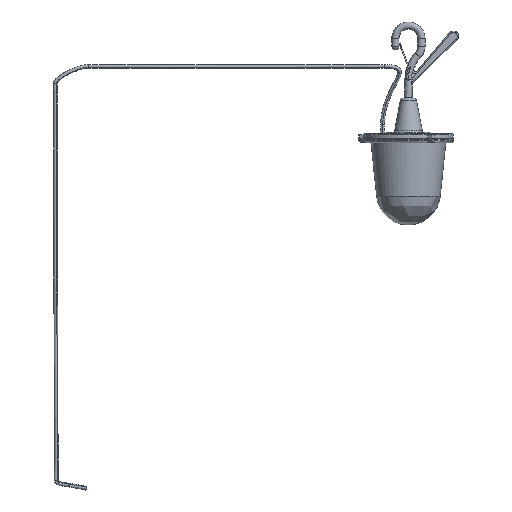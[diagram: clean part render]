
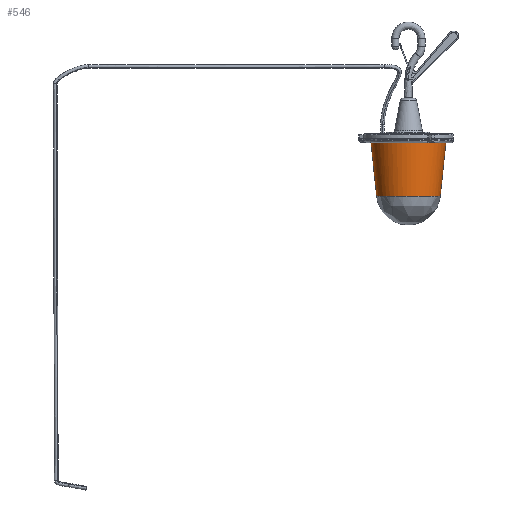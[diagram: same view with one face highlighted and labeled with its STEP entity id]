
A CAD part, front view. The second image highlights one B-rep face of the part: STEP entity #546.
In plain terms, the highlighted free-form (B-spline) face has degree [2, 1] with [9, 2] control points.
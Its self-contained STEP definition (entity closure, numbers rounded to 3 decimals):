
#546=ADVANCED_FACE('',(#1080),#9208,.T.);
#1080=FACE_OUTER_BOUND('',#1624,.T.);
#1624=EDGE_LOOP('',(#4497,#4498,#4499,#4500));
#4497=ORIENTED_EDGE('',*,*,#6174,.F.);
#4498=ORIENTED_EDGE('',*,*,#6175,.T.);
#4499=ORIENTED_EDGE('',*,*,#6172,.F.);
#4500=ORIENTED_EDGE('',*,*,#6177,.T.);
#6172=EDGE_CURVE('',#8659,#8660,#7193,.T.);
#6174=EDGE_CURVE('',#8661,#8658,#7194,.T.);
#6175=EDGE_CURVE('',#8661,#8660,#7785,.T.);
#6177=EDGE_CURVE('',#8659,#8658,#7787,.T.);
#7193=B_SPLINE_CURVE_WITH_KNOTS('',1,(#47701,#47702),.UNSPECIFIED.,.F.,
 .F.,(2,2),(0.,109.183),.UNSPECIFIED.);
#7194=B_SPLINE_CURVE_WITH_KNOTS('',1,(#47708,#47709),.UNSPECIFIED.,.F.,
 .F.,(2,2),(0.,109.183),.UNSPECIFIED.);
#7785=(
BOUNDED_CURVE()
B_SPLINE_CURVE(2,(#47710,#47711,#47712,#47713,#47714),.UNSPECIFIED.,.F.,
 .F.)
B_SPLINE_CURVE_WITH_KNOTS((3,2,3),(-195.274,-97.637,
0.),.UNSPECIFIED.)
CURVE()
GEOMETRIC_REPRESENTATION_ITEM()
RATIONAL_B_SPLINE_CURVE((1.,0.707,1.,0.707,1.))
REPRESENTATION_ITEM('')
);
#7787=(
BOUNDED_CURVE()
B_SPLINE_CURVE(2,(#47720,#47721,#47722,#47723,#47724),.UNSPECIFIED.,.F.,
 .F.)
B_SPLINE_CURVE_WITH_KNOTS((3,2,3),(-231.128,-115.564,
0.),.UNSPECIFIED.)
CURVE()
GEOMETRIC_REPRESENTATION_ITEM()
RATIONAL_B_SPLINE_CURVE((1.,0.707,1.,0.707,1.))
REPRESENTATION_ITEM('')
);
#8658=VERTEX_POINT('',#47638);
#8659=VERTEX_POINT('',#47639);
#8660=VERTEX_POINT('',#47640);
#8661=VERTEX_POINT('',#47641);
#9208=(
BOUNDED_SURFACE()
B_SPLINE_SURFACE(2,1,((#46784,#46785),(#46786,#46787),(#46788,#46789),(#46790,
#46791),(#46792,#46793),(#46794,#46795),(#46796,#46797),(#46798,#46799),
(#46800,#46801)),.UNSPECIFIED.,.T.,.F.,.F.)
B_SPLINE_SURFACE_WITH_KNOTS((3,2,2,2,3),(2,2),(0.,117.457,234.915,
352.372,469.83),(0.,132.246),.UNSPECIFIED.)
GEOMETRIC_REPRESENTATION_ITEM()
RATIONAL_B_SPLINE_SURFACE(((1.,1.),(0.707,0.707),
(1.,1.),(0.707,0.707),(1.,1.),(0.707,
0.707),(1.,1.),(0.707,0.707),(1.,1.)))
REPRESENTATION_ITEM('')
SURFACE()
);
#46784=CARTESIAN_POINT('',(-161.775,6.093,1.647));
#46785=CARTESIAN_POINT('',(-161.775,19.917,133.169));
#46786=CARTESIAN_POINT('',(-222.728,6.093,1.647));
#46787=CARTESIAN_POINT('',(-236.551,19.917,133.169));
#46788=CARTESIAN_POINT('',(-222.728,-54.859,1.647));
#46789=CARTESIAN_POINT('',(-236.551,-54.859,133.169));
#46790=CARTESIAN_POINT('',(-222.728,-115.811,1.647));
#46791=CARTESIAN_POINT('',(-236.551,-129.635,133.169));
#46792=CARTESIAN_POINT('',(-161.775,-115.811,1.647));
#46793=CARTESIAN_POINT('',(-161.775,-129.635,133.169));
#46794=CARTESIAN_POINT('',(-100.823,-115.811,1.647));
#46795=CARTESIAN_POINT('',(-87.,-129.635,133.169));
#46796=CARTESIAN_POINT('',(-100.823,-54.859,1.647));
#46797=CARTESIAN_POINT('',(-87.,-54.859,133.169));
#46798=CARTESIAN_POINT('',(-100.823,6.093,1.647));
#46799=CARTESIAN_POINT('',(-87.,19.917,133.169));
#46800=CARTESIAN_POINT('',(-161.775,6.093,1.647));
#46801=CARTESIAN_POINT('',(-161.775,19.917,133.169));
#47638=CARTESIAN_POINT('',(-235.346,-54.859,121.701));
#47639=CARTESIAN_POINT('',(-88.205,-54.859,121.701));
#47640=CARTESIAN_POINT('',(-99.618,-54.859,13.115));
#47641=CARTESIAN_POINT('',(-223.933,-54.859,13.115));
#47701=CARTESIAN_POINT('',(-88.205,-54.859,121.701));
#47702=CARTESIAN_POINT('',(-99.618,-54.859,13.115));
#47708=CARTESIAN_POINT('',(-223.933,-54.859,13.115));
#47709=CARTESIAN_POINT('',(-235.346,-54.859,121.701));
#47710=CARTESIAN_POINT('',(-223.933,-54.859,13.115));
#47711=CARTESIAN_POINT('',(-223.933,-117.017,13.115));
#47712=CARTESIAN_POINT('',(-161.775,-117.017,13.115));
#47713=CARTESIAN_POINT('',(-99.618,-117.017,13.115));
#47714=CARTESIAN_POINT('',(-99.618,-54.859,13.115));
#47720=CARTESIAN_POINT('',(-88.205,-54.859,121.701));
#47721=CARTESIAN_POINT('',(-88.205,-128.43,121.701));
#47722=CARTESIAN_POINT('',(-161.775,-128.43,121.701));
#47723=CARTESIAN_POINT('',(-235.346,-128.43,121.701));
#47724=CARTESIAN_POINT('',(-235.346,-54.859,121.701));
